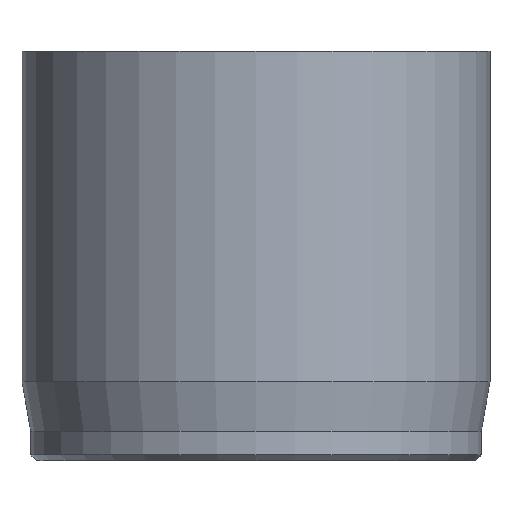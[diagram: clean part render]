
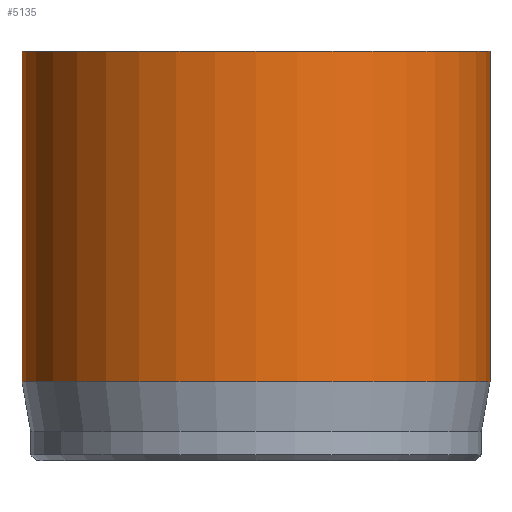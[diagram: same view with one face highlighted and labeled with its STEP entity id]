
A CAD part, front view. The second image highlights one B-rep face of the part: STEP entity #5135.
In plain terms, the highlighted cylindrical face has radius 8 mm (diameter 16 mm), a full revolution.
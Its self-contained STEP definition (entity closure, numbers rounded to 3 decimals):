
#31=CYLINDRICAL_SURFACE('',#5321,8.);
#45=CIRCLE('',#5293,8.);
#57=CIRCLE('',#5319,8.);
#58=CIRCLE('',#5320,8.);
#403=FACE_OUTER_BOUND('',#710,.T.);
#710=EDGE_LOOP('',(#4401,#4402,#4403,#4404,#4405));
#1043=LINE('',#9670,#1392);
#1392=VECTOR('',#5792,8.);
#2270=VERTEX_POINT('',#9620);
#2282=VERTEX_POINT('',#9664);
#2283=VERTEX_POINT('',#9665);
#2988=EDGE_CURVE('',#2270,#2270,#45,.T.);
#3006=EDGE_CURVE('',#2282,#2283,#57,.T.);
#3007=EDGE_CURVE('',#2283,#2282,#58,.T.);
#3009=EDGE_CURVE('',#2270,#2282,#1043,.T.);
#4401=ORIENTED_EDGE('',*,*,#2988,.T.);
#4402=ORIENTED_EDGE('',*,*,#3009,.T.);
#4403=ORIENTED_EDGE('',*,*,#3006,.T.);
#4404=ORIENTED_EDGE('',*,*,#3007,.T.);
#4405=ORIENTED_EDGE('',*,*,#3009,.F.);
#5135=ADVANCED_FACE('',(#403),#31,.T.);
#5293=AXIS2_PLACEMENT_3D('',#9621,#5727,#5728);
#5319=AXIS2_PLACEMENT_3D('',#9666,#5785,#5786);
#5320=AXIS2_PLACEMENT_3D('',#9667,#5787,#5788);
#5321=AXIS2_PLACEMENT_3D('',#9669,#5790,#5791);
#5727=DIRECTION('center_axis',(0.,0.,-1.));
#5728=DIRECTION('ref_axis',(-1.,0.,0.));
#5785=DIRECTION('center_axis',(0.,0.,1.));
#5786=DIRECTION('ref_axis',(-1.,0.,0.));
#5787=DIRECTION('center_axis',(0.,0.,1.));
#5788=DIRECTION('ref_axis',(-1.,0.,0.));
#5790=DIRECTION('center_axis',(0.,0.,1.));
#5791=DIRECTION('ref_axis',(-1.,0.,0.));
#5792=DIRECTION('',(0.,0.,-1.));
#9620=CARTESIAN_POINT('',(8.,0.,14.));
#9621=CARTESIAN_POINT('Origin',(0.,0.,14.));
#9664=CARTESIAN_POINT('',(8.,0.,2.701));
#9665=CARTESIAN_POINT('',(-8.,0.,2.701));
#9666=CARTESIAN_POINT('Origin',(0.,0.,2.701));
#9667=CARTESIAN_POINT('Origin',(0.,0.,2.701));
#9669=CARTESIAN_POINT('Origin',(0.,0.,0.));
#9670=CARTESIAN_POINT('',(8.,0.,0.));
